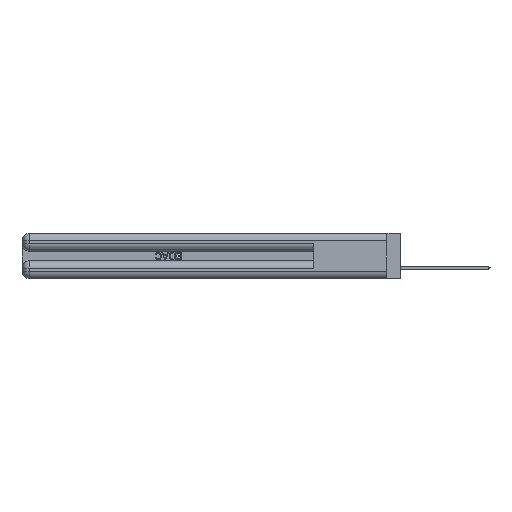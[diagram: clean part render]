
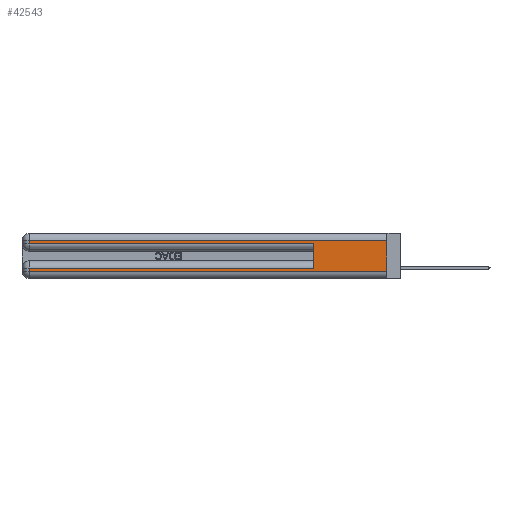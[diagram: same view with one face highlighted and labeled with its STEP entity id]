
A CAD part, left-side view. The second image highlights one B-rep face of the part: STEP entity #42543.
In plain terms, the highlighted planar face has unit normal (-1, 0, 0).
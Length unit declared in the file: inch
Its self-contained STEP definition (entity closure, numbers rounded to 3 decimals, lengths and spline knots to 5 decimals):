
#106 = VERTEX_POINT ( 'NONE', #22470 ) ;
#979 = LINE ( 'NONE', #6364, #36755 ) ;
#2873 = CARTESIAN_POINT ( 'NONE',  ( 0., 0.6, 0.145 ) ) ;
#4004 = ORIENTED_EDGE ( 'NONE', *, *, #42383, .T. ) ;
#4331 = VERTEX_POINT ( 'NONE', #36730 ) ;
#4856 = VECTOR ( 'NONE', #17480, 39.37008 ) ;
#4889 = VECTOR ( 'NONE', #10301, 39.37008 ) ;
#4891 = DIRECTION ( 'NONE',  ( 0., 0., -1. ) ) ;
#5300 = ORIENTED_EDGE ( 'NONE', *, *, #40478, .F. ) ;
#5420 = CARTESIAN_POINT ( 'NONE',  ( 0., 0.6, 0.285 ) ) ;
#6364 = CARTESIAN_POINT ( 'NONE',  ( 0., 0., 0.085 ) ) ;
#6679 = EDGE_CURVE ( 'NONE', #29969, #106, #45078, .T. ) ;
#7062 = LINE ( 'NONE', #29076, #17138 ) ;
#8670 = VECTOR ( 'NONE', #30966, 39.37008 ) ;
#9309 = EDGE_LOOP ( 'NONE', ( #25728, #23802, #34650, #45319, #5300, #35419, #11645, #4004 ) ) ;
#9464 = DIRECTION ( 'NONE',  ( 0., 0., -1. ) ) ;
#10047 = VERTEX_POINT ( 'NONE', #22234 ) ;
#10301 = DIRECTION ( 'NONE',  ( 0., -1., 0. ) ) ;
#10533 = LINE ( 'NONE', #28685, #4889 ) ;
#11645 = ORIENTED_EDGE ( 'NONE', *, *, #6679, .T. ) ;
#12263 = CARTESIAN_POINT ( 'NONE',  ( 0., 0., 0.37 ) ) ;
#12362 = CARTESIAN_POINT ( 'NONE',  ( 0., 0., 0.285 ) ) ;
#12758 = EDGE_CURVE ( 'NONE', #4331, #16345, #27746, .T. ) ;
#13208 = CARTESIAN_POINT ( 'NONE',  ( 0., 2.94, 0.37 ) ) ;
#15368 = PLANE ( 'NONE',  #38797 ) ;
#15491 = LINE ( 'NONE', #27174, #4856 ) ;
#16345 = VERTEX_POINT ( 'NONE', #5420 ) ;
#17138 = VECTOR ( 'NONE', #39956, 39.37008 ) ;
#17480 = DIRECTION ( 'NONE',  ( 0., 0., -1. ) ) ;
#19052 = VERTEX_POINT ( 'NONE', #33567 ) ;
#19076 = VECTOR ( 'NONE', #29215, 39.37008 ) ;
#20028 = FACE_OUTER_BOUND ( 'NONE', #9309, .T. ) ;
#21102 = CARTESIAN_POINT ( 'NONE',  ( 0., 0., 0.06 ) ) ;
#22234 = CARTESIAN_POINT ( 'NONE',  ( 0., 2.94, 0.31 ) ) ;
#22470 = CARTESIAN_POINT ( 'NONE',  ( 0., 2.94, 0.06 ) ) ;
#23802 = ORIENTED_EDGE ( 'NONE', *, *, #34640, .T. ) ;
#23968 = EDGE_CURVE ( 'NONE', #33073, #29969, #979, .T. ) ;
#24169 = EDGE_CURVE ( 'NONE', #19052, #28547, #15491, .T. ) ;
#25728 = ORIENTED_EDGE ( 'NONE', *, *, #24169, .F. ) ;
#27018 = CARTESIAN_POINT ( 'NONE',  ( 0., 0.6, 0.085 ) ) ;
#27174 = CARTESIAN_POINT ( 'NONE',  ( 0., 0., 0.37 ) ) ;
#27658 = DIRECTION ( 'NONE',  ( 0., 1., 0. ) ) ;
#27746 = LINE ( 'NONE', #12362, #8670 ) ;
#28039 = DIRECTION ( 'NONE',  ( 0., 0., 1. ) ) ;
#28547 = VERTEX_POINT ( 'NONE', #21102 ) ;
#28685 = CARTESIAN_POINT ( 'NONE',  ( 0., 0., 0.06 ) ) ;
#29076 = CARTESIAN_POINT ( 'NONE',  ( 0., 0., 0.31 ) ) ;
#29117 = LINE ( 'NONE', #30395, #19076 ) ;
#29215 = DIRECTION ( 'NONE',  ( 0., 0., -1. ) ) ;
#29310 = EDGE_CURVE ( 'NONE', #10047, #4331, #29117, .T. ) ;
#29969 = VERTEX_POINT ( 'NONE', #31622 ) ;
#30395 = CARTESIAN_POINT ( 'NONE',  ( 0., 2.94, 0.37 ) ) ;
#30966 = DIRECTION ( 'NONE',  ( 0., -1., 0. ) ) ;
#31622 = CARTESIAN_POINT ( 'NONE',  ( 0., 2.94, 0.085 ) ) ;
#33073 = VERTEX_POINT ( 'NONE', #27018 ) ;
#33567 = CARTESIAN_POINT ( 'NONE',  ( 0., 0., 0.31 ) ) ;
#34640 = EDGE_CURVE ( 'NONE', #19052, #10047, #7062, .T. ) ;
#34650 = ORIENTED_EDGE ( 'NONE', *, *, #29310, .T. ) ;
#35419 = ORIENTED_EDGE ( 'NONE', *, *, #23968, .T. ) ;
#36730 = CARTESIAN_POINT ( 'NONE',  ( 0., 2.94, 0.285 ) ) ;
#36755 = VECTOR ( 'NONE', #27658, 39.37008 ) ;
#37240 = DIRECTION ( 'NONE',  ( 1., 0., 0. ) ) ;
#38729 = VECTOR ( 'NONE', #28039, 39.37008 ) ;
#38797 = AXIS2_PLACEMENT_3D ( 'NONE', #12263, #37240, #4891 ) ;
#38969 = VECTOR ( 'NONE', #9464, 39.37008 ) ;
#39956 = DIRECTION ( 'NONE',  ( 0., 1., 0. ) ) ;
#40478 = EDGE_CURVE ( 'NONE', #33073, #16345, #44288, .T. ) ;
#42383 = EDGE_CURVE ( 'NONE', #106, #28547, #10533, .T. ) ;
#42543 = ADVANCED_FACE ( 'NONE', ( #20028 ), #15368, .F. ) ;
#44288 = LINE ( 'NONE', #2873, #38729 ) ;
#45078 = LINE ( 'NONE', #13208, #38969 ) ;
#45319 = ORIENTED_EDGE ( 'NONE', *, *, #12758, .T. ) ;
